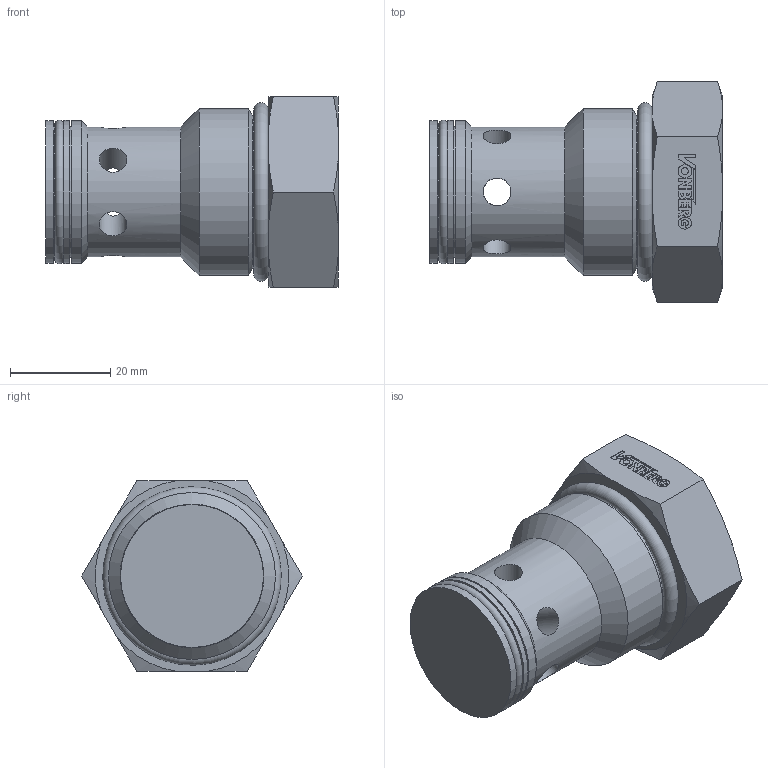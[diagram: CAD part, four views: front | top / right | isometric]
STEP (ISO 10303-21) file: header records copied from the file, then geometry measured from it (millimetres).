
FILE_DESCRIPTION((''),'2;1');
FILE_NAME('1816R.stp','2015-01-05T13:22:50',('jml'),(''),'Autodesk Inventor 2010','Autodesk Inventor 2010','');
FILE_SCHEMA(('AUTOMOTIVE_DESIGN { 1 0 10303 214 1 1 1 1 }'));
Length unit declared in the file: inch
Products named in the file (6): 1816R; 220910; 022 O-RING; 022 BACKUP; 916 O-RING; 990178
Assembly tree (5 placements, depth 2):
  1816R
    220910
    022 O-RING
    022 BACKUP
    916 O-RING
    990178
Bounding box: 58.42 x 43.99 x 38.1 mm (x, y, z)
Volume: 41840.9 mm3; surface area: 15668.1 mm2
Topology: 5 solids, 5 shells, 160 faces, 396 edges, 258 vertices
Faces by surface type: plane 101, cylinder 35, cone 20, torus 4
Full cylindrical faces by diameter (mm): 1.392 x1, 5.537 x6, 19.685 x2, 20.269 x1, 22.225 x1, 25.4 x1, 25.857 x1, 25.908 x1, 25.984 x1, 27.94 x1, 28.524 x2, 28.55 x1, 30.353 x1, 33.325 x1
Entity records: 4975 total; most frequent: CARTESIAN_POINT 1020, DIRECTION 753, ORIENTED_EDGE 710, EDGE_CURVE 355, AXIS2_PLACEMENT_3D 257, VERTEX_POINT 248, VECTOR 239, LINE 239
